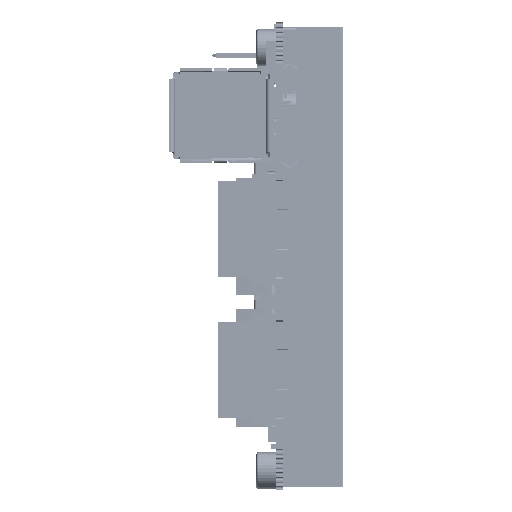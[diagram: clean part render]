
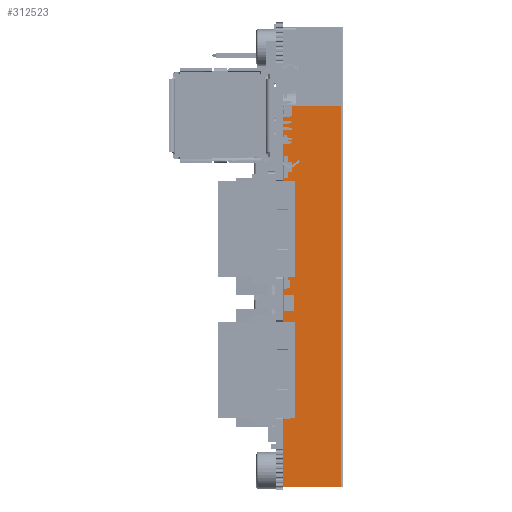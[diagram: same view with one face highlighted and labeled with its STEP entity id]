
A CAD part, left-side view. The second image highlights one B-rep face of the part: STEP entity #312523.
In plain terms, the highlighted planar face has unit normal (-1, 0, 0).
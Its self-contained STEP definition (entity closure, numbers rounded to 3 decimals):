
#21013 = CARTESIAN_POINT ( 'NONE',  ( -42.12, -9., -8.494 ) ) ;
#39799 = EDGE_CURVE ( 'NONE', #80970, #387306, #327503, .T. ) ;
#47494 = CARTESIAN_POINT ( 'NONE',  ( -42.12, -8.7, -76.294 ) ) ;
#56057 = DIRECTION ( 'NONE',  ( 0., 0., -1. ) ) ;
#57576 = LINE ( 'NONE', #435056, #393179 ) ;
#58893 = CARTESIAN_POINT ( 'NONE',  ( -42.12, -8.7, -19.291 ) ) ;
#59051 = CARTESIAN_POINT ( 'NONE',  ( -42.12, -8.7, -8.494 ) ) ;
#65121 = DIRECTION ( 'NONE',  ( 0., -1., 0. ) ) ;
#80970 = VERTEX_POINT ( 'NONE', #58893 ) ;
#93915 = DIRECTION ( 'NONE',  ( 0., 0., -1. ) ) ;
#95207 = CARTESIAN_POINT ( 'NONE',  ( -42.12, 0., -76.294 ) ) ;
#103441 = VECTOR ( 'NONE', #65121, 1000. ) ;
#127090 = DIRECTION ( 'NONE',  ( 1., 0., 0. ) ) ;
#128636 = CARTESIAN_POINT ( 'NONE',  ( -42.12, 0., -6.155 ) ) ;
#170324 = VECTOR ( 'NONE', #93915, 1000. ) ;
#173566 = AXIS2_PLACEMENT_3D ( 'NONE', #21013, #127090, #195010 ) ;
#195010 = DIRECTION ( 'NONE',  ( 0., -1., 0. ) ) ;
#241792 = CARTESIAN_POINT ( 'NONE',  ( -42.12, -9., -19.291 ) ) ;
#246228 = EDGE_CURVE ( 'NONE', #387306, #285016, #57576, .T. ) ;
#250894 = LINE ( 'NONE', #128636, #256548 ) ;
#256548 = VECTOR ( 'NONE', #56057, 1000. ) ;
#267146 = VERTEX_POINT ( 'NONE', #399839 ) ;
#285016 = VERTEX_POINT ( 'NONE', #95207 ) ;
#312523 = ADVANCED_FACE ( 'NONE', ( #416869 ), #367673, .F. ) ;
#324466 = ORIENTED_EDGE ( 'NONE', *, *, #39799, .F. ) ;
#326232 = EDGE_LOOP ( 'NONE', ( #442595, #446198, #324466, #359771 ) ) ;
#327503 = LINE ( 'NONE', #59051, #170324 ) ;
#330548 = DIRECTION ( 'NONE',  ( 0., 1., 0. ) ) ;
#359771 = ORIENTED_EDGE ( 'NONE', *, *, #392781, .F. ) ;
#367673 = PLANE ( 'NONE',  #173566 ) ;
#387306 = VERTEX_POINT ( 'NONE', #47494 ) ;
#392781 = EDGE_CURVE ( 'NONE', #267146, #80970, #438960, .T. ) ;
#393179 = VECTOR ( 'NONE', #330548, 1000. ) ;
#399839 = CARTESIAN_POINT ( 'NONE',  ( -42.12, 0., -19.291 ) ) ;
#406346 = EDGE_CURVE ( 'NONE', #267146, #285016, #250894, .T. ) ;
#416869 = FACE_OUTER_BOUND ( 'NONE', #326232, .T. ) ;
#435056 = CARTESIAN_POINT ( 'NONE',  ( -42.12, -8.7, -76.294 ) ) ;
#438960 = LINE ( 'NONE', #241792, #103441 ) ;
#442595 = ORIENTED_EDGE ( 'NONE', *, *, #406346, .T. ) ;
#446198 = ORIENTED_EDGE ( 'NONE', *, *, #246228, .F. ) ;
